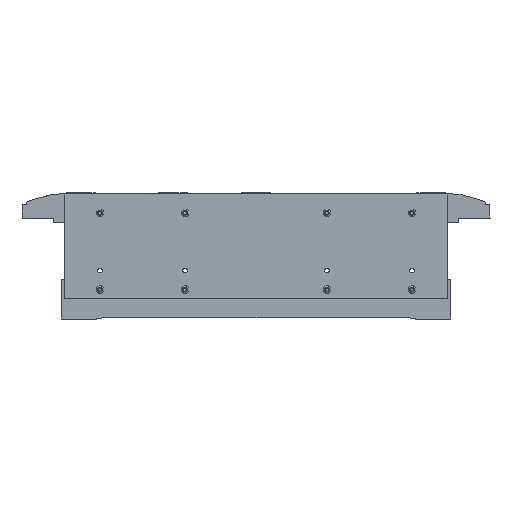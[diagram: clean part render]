
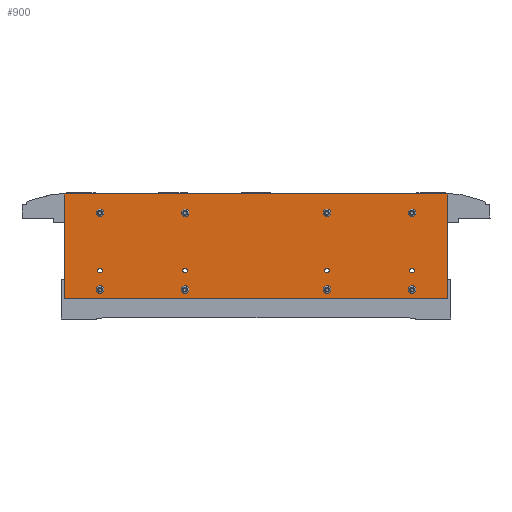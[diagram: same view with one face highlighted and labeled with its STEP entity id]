
A CAD part, top view. The second image highlights one B-rep face of the part: STEP entity #900.
In plain terms, the highlighted planar face has unit normal (0, 0, 1).
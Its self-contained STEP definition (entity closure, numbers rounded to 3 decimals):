
#71=AXIS2_PLACEMENT_3D('Circle Axis2P3D',#69,#70,$) ;
#88=AXIS2_PLACEMENT_3D('Circle Axis2P3D',#86,#87,$) ;
#128=AXIS2_PLACEMENT_3D('Circle Axis2P3D',#126,#127,$) ;
#145=AXIS2_PLACEMENT_3D('Circle Axis2P3D',#143,#144,$) ;
#185=AXIS2_PLACEMENT_3D('Circle Axis2P3D',#183,#184,$) ;
#202=AXIS2_PLACEMENT_3D('Circle Axis2P3D',#200,#201,$) ;
#242=AXIS2_PLACEMENT_3D('Circle Axis2P3D',#240,#241,$) ;
#259=AXIS2_PLACEMENT_3D('Circle Axis2P3D',#257,#258,$) ;
#299=AXIS2_PLACEMENT_3D('Circle Axis2P3D',#297,#298,$) ;
#316=AXIS2_PLACEMENT_3D('Circle Axis2P3D',#314,#315,$) ;
#356=AXIS2_PLACEMENT_3D('Circle Axis2P3D',#354,#355,$) ;
#373=AXIS2_PLACEMENT_3D('Circle Axis2P3D',#371,#372,$) ;
#390=AXIS2_PLACEMENT_3D('Circle Axis2P3D',#388,#389,$) ;
#425=AXIS2_PLACEMENT_3D('Circle Axis2P3D',#423,#424,$) ;
#447=AXIS2_PLACEMENT_3D('Circle Axis2P3D',#445,#446,$) ;
#482=AXIS2_PLACEMENT_3D('Circle Axis2P3D',#480,#481,$) ;
#504=AXIS2_PLACEMENT_3D('Circle Axis2P3D',#502,#503,$) ;
#539=AXIS2_PLACEMENT_3D('Circle Axis2P3D',#537,#538,$) ;
#561=AXIS2_PLACEMENT_3D('Circle Axis2P3D',#559,#560,$) ;
#596=AXIS2_PLACEMENT_3D('Circle Axis2P3D',#594,#595,$) ;
#618=AXIS2_PLACEMENT_3D('Circle Axis2P3D',#616,#617,$) ;
#653=AXIS2_PLACEMENT_3D('Circle Axis2P3D',#651,#652,$) ;
#675=AXIS2_PLACEMENT_3D('Circle Axis2P3D',#673,#674,$) ;
#710=AXIS2_PLACEMENT_3D('Circle Axis2P3D',#708,#709,$) ;
#816=AXIS2_PLACEMENT_3D('Plane Axis2P3D',#813,#814,#815) ;
#52=CARTESIAN_POINT('Vertex',(72.806,31.199,5.)) ;
#66=CARTESIAN_POINT('Vertex',(77.194,28.801,5.)) ;
#69=CARTESIAN_POINT('Axis2P3D Location',(75.,30.,5.)) ;
#86=CARTESIAN_POINT('Axis2P3D Location',(75.,30.,5.)) ;
#109=CARTESIAN_POINT('Vertex',(77.194,89.801,5.)) ;
#123=CARTESIAN_POINT('Vertex',(72.806,92.199,5.)) ;
#126=CARTESIAN_POINT('Axis2P3D Location',(75.,91.,5.)) ;
#143=CARTESIAN_POINT('Axis2P3D Location',(75.,91.,5.)) ;
#166=CARTESIAN_POINT('Vertex',(72.806,11.199,5.)) ;
#180=CARTESIAN_POINT('Vertex',(77.194,8.801,5.)) ;
#183=CARTESIAN_POINT('Axis2P3D Location',(75.,10.,5.)) ;
#200=CARTESIAN_POINT('Axis2P3D Location',(75.,10.,5.)) ;
#223=CARTESIAN_POINT('Vertex',(162.806,31.199,5.)) ;
#237=CARTESIAN_POINT('Vertex',(167.194,28.801,5.)) ;
#240=CARTESIAN_POINT('Axis2P3D Location',(165.,30.,5.)) ;
#257=CARTESIAN_POINT('Axis2P3D Location',(165.,30.,5.)) ;
#280=CARTESIAN_POINT('Vertex',(162.806,11.199,5.)) ;
#294=CARTESIAN_POINT('Vertex',(167.194,8.801,5.)) ;
#297=CARTESIAN_POINT('Axis2P3D Location',(165.,10.,5.)) ;
#314=CARTESIAN_POINT('Axis2P3D Location',(165.,10.,5.)) ;
#337=CARTESIAN_POINT('Vertex',(162.806,92.199,5.)) ;
#351=CARTESIAN_POINT('Vertex',(167.194,89.801,5.)) ;
#354=CARTESIAN_POINT('Axis2P3D Location',(165.,91.,5.)) ;
#371=CARTESIAN_POINT('Axis2P3D Location',(165.,91.,5.)) ;
#388=CARTESIAN_POINT('Axis2P3D Location',(-75.,30.,5.)) ;
#392=CARTESIAN_POINT('Vertex',(-77.194,28.801,5.)) ;
#394=CARTESIAN_POINT('Vertex',(-72.806,31.199,5.)) ;
#423=CARTESIAN_POINT('Axis2P3D Location',(-75.,30.,5.)) ;
#445=CARTESIAN_POINT('Axis2P3D Location',(-75.,91.,5.)) ;
#449=CARTESIAN_POINT('Vertex',(-72.806,92.199,5.)) ;
#451=CARTESIAN_POINT('Vertex',(-77.194,89.801,5.)) ;
#480=CARTESIAN_POINT('Axis2P3D Location',(-75.,91.,5.)) ;
#502=CARTESIAN_POINT('Axis2P3D Location',(-75.,10.,5.)) ;
#506=CARTESIAN_POINT('Vertex',(-77.194,8.801,5.)) ;
#508=CARTESIAN_POINT('Vertex',(-72.806,11.199,5.)) ;
#537=CARTESIAN_POINT('Axis2P3D Location',(-75.,10.,5.)) ;
#559=CARTESIAN_POINT('Axis2P3D Location',(-165.,30.,5.)) ;
#563=CARTESIAN_POINT('Vertex',(-167.194,28.801,5.)) ;
#565=CARTESIAN_POINT('Vertex',(-162.806,31.199,5.)) ;
#594=CARTESIAN_POINT('Axis2P3D Location',(-165.,30.,5.)) ;
#616=CARTESIAN_POINT('Axis2P3D Location',(-165.,10.,5.)) ;
#620=CARTESIAN_POINT('Vertex',(-167.194,8.801,5.)) ;
#622=CARTESIAN_POINT('Vertex',(-162.806,11.199,5.)) ;
#651=CARTESIAN_POINT('Axis2P3D Location',(-165.,10.,5.)) ;
#673=CARTESIAN_POINT('Axis2P3D Location',(-165.,91.,5.)) ;
#677=CARTESIAN_POINT('Vertex',(-167.194,89.801,5.)) ;
#679=CARTESIAN_POINT('Vertex',(-162.806,92.199,5.)) ;
#708=CARTESIAN_POINT('Axis2P3D Location',(-165.,91.,5.)) ;
#813=CARTESIAN_POINT('Axis2P3D Location',(0.,0.,5.)) ;
#818=CARTESIAN_POINT('Line Origine',(203.,55.5,5.)) ;
#822=CARTESIAN_POINT('Vertex',(203.,0.,5.)) ;
#824=CARTESIAN_POINT('Vertex',(203.,111.,5.)) ;
#827=CARTESIAN_POINT('Line Origine',(0.,111.,5.)) ;
#831=CARTESIAN_POINT('Vertex',(-203.,111.,5.)) ;
#834=CARTESIAN_POINT('Line Origine',(-203.,55.5,5.)) ;
#838=CARTESIAN_POINT('Vertex',(-203.,0.,5.)) ;
#841=CARTESIAN_POINT('Line Origine',(0.,0.,5.)) ;
#70=DIRECTION('Axis2P3D Direction',(0.,0.,-1.)) ;
#87=DIRECTION('Axis2P3D Direction',(0.,0.,-1.)) ;
#127=DIRECTION('Axis2P3D Direction',(0.,-0.,-1.)) ;
#144=DIRECTION('Axis2P3D Direction',(0.,-0.,-1.)) ;
#184=DIRECTION('Axis2P3D Direction',(0.,0.,-1.)) ;
#201=DIRECTION('Axis2P3D Direction',(0.,0.,-1.)) ;
#241=DIRECTION('Axis2P3D Direction',(0.,0.,-1.)) ;
#258=DIRECTION('Axis2P3D Direction',(0.,0.,-1.)) ;
#298=DIRECTION('Axis2P3D Direction',(0.,0.,-1.)) ;
#315=DIRECTION('Axis2P3D Direction',(0.,0.,-1.)) ;
#355=DIRECTION('Axis2P3D Direction',(0.,0.,-1.)) ;
#372=DIRECTION('Axis2P3D Direction',(0.,0.,-1.)) ;
#389=DIRECTION('Axis2P3D Direction',(0.,0.,1.)) ;
#424=DIRECTION('Axis2P3D Direction',(0.,0.,1.)) ;
#446=DIRECTION('Axis2P3D Direction',(0.,0.,1.)) ;
#481=DIRECTION('Axis2P3D Direction',(0.,0.,1.)) ;
#503=DIRECTION('Axis2P3D Direction',(0.,0.,1.)) ;
#538=DIRECTION('Axis2P3D Direction',(0.,0.,1.)) ;
#560=DIRECTION('Axis2P3D Direction',(0.,0.,1.)) ;
#595=DIRECTION('Axis2P3D Direction',(0.,0.,1.)) ;
#617=DIRECTION('Axis2P3D Direction',(0.,0.,1.)) ;
#652=DIRECTION('Axis2P3D Direction',(0.,0.,1.)) ;
#674=DIRECTION('Axis2P3D Direction',(0.,0.,1.)) ;
#709=DIRECTION('Axis2P3D Direction',(0.,0.,1.)) ;
#814=DIRECTION('Axis2P3D Direction',(0.,0.,1.)) ;
#815=DIRECTION('Axis2P3D XDirection',(1.,0.,0.)) ;
#819=DIRECTION('Vector Direction',(0.,1.,0.)) ;
#828=DIRECTION('Vector Direction',(-1.,0.,0.)) ;
#835=DIRECTION('Vector Direction',(0.,1.,0.)) ;
#842=DIRECTION('Vector Direction',(1.,0.,0.)) ;
#820=VECTOR('Line Direction',#819,1.) ;
#829=VECTOR('Line Direction',#828,1.) ;
#836=VECTOR('Line Direction',#835,1.) ;
#843=VECTOR('Line Direction',#842,1.) ;
#847=ORIENTED_EDGE('',*,*,#826,.T.) ;
#848=ORIENTED_EDGE('',*,*,#833,.F.) ;
#849=ORIENTED_EDGE('',*,*,#840,.F.) ;
#850=ORIENTED_EDGE('',*,*,#845,.F.) ;
#853=ORIENTED_EDGE('',*,*,#681,.T.) ;
#854=ORIENTED_EDGE('',*,*,#712,.T.) ;
#857=ORIENTED_EDGE('',*,*,#510,.T.) ;
#858=ORIENTED_EDGE('',*,*,#541,.T.) ;
#861=ORIENTED_EDGE('',*,*,#453,.T.) ;
#862=ORIENTED_EDGE('',*,*,#484,.T.) ;
#865=ORIENTED_EDGE('',*,*,#396,.T.) ;
#866=ORIENTED_EDGE('',*,*,#427,.T.) ;
#869=ORIENTED_EDGE('',*,*,#655,.T.) ;
#870=ORIENTED_EDGE('',*,*,#624,.T.) ;
#873=ORIENTED_EDGE('',*,*,#567,.T.) ;
#874=ORIENTED_EDGE('',*,*,#598,.T.) ;
#877=ORIENTED_EDGE('',*,*,#358,.F.) ;
#878=ORIENTED_EDGE('',*,*,#375,.F.) ;
#881=ORIENTED_EDGE('',*,*,#301,.F.) ;
#882=ORIENTED_EDGE('',*,*,#318,.F.) ;
#885=ORIENTED_EDGE('',*,*,#244,.F.) ;
#886=ORIENTED_EDGE('',*,*,#261,.F.) ;
#889=ORIENTED_EDGE('',*,*,#187,.F.) ;
#890=ORIENTED_EDGE('',*,*,#204,.F.) ;
#893=ORIENTED_EDGE('',*,*,#130,.F.) ;
#894=ORIENTED_EDGE('',*,*,#147,.F.) ;
#897=ORIENTED_EDGE('',*,*,#73,.F.) ;
#898=ORIENTED_EDGE('',*,*,#90,.F.) ;
#855=FACE_BOUND('',#852,.T.) ;
#859=FACE_BOUND('',#856,.T.) ;
#863=FACE_BOUND('',#860,.T.) ;
#867=FACE_BOUND('',#864,.T.) ;
#871=FACE_BOUND('',#868,.T.) ;
#875=FACE_BOUND('',#872,.T.) ;
#879=FACE_BOUND('',#876,.T.) ;
#883=FACE_BOUND('',#880,.T.) ;
#887=FACE_BOUND('',#884,.T.) ;
#891=FACE_BOUND('',#888,.T.) ;
#895=FACE_BOUND('',#892,.T.) ;
#899=FACE_BOUND('',#896,.T.) ;
#900=ADVANCED_FACE('Hauptkoerper nicht benutzen',(#851,#855,#859,#863,#867,#871,#875,#879,#883,#887,#891,#895,#899),#817,.T.) ;
#72=CIRCLE('generated circle',#71,2.5) ;
#89=CIRCLE('generated circle',#88,2.5) ;
#129=CIRCLE('generated circle',#128,2.5) ;
#146=CIRCLE('generated circle',#145,2.5) ;
#186=CIRCLE('generated circle',#185,2.5) ;
#203=CIRCLE('generated circle',#202,2.5) ;
#243=CIRCLE('generated circle',#242,2.5) ;
#260=CIRCLE('generated circle',#259,2.5) ;
#300=CIRCLE('generated circle',#299,2.5) ;
#317=CIRCLE('generated circle',#316,2.5) ;
#357=CIRCLE('generated circle',#356,2.5) ;
#374=CIRCLE('generated circle',#373,2.5) ;
#391=CIRCLE('generated circle',#390,2.5) ;
#426=CIRCLE('generated circle',#425,2.5) ;
#448=CIRCLE('generated circle',#447,2.5) ;
#483=CIRCLE('generated circle',#482,2.5) ;
#505=CIRCLE('generated circle',#504,2.5) ;
#540=CIRCLE('generated circle',#539,2.5) ;
#562=CIRCLE('generated circle',#561,2.5) ;
#597=CIRCLE('generated circle',#596,2.5) ;
#619=CIRCLE('generated circle',#618,2.5) ;
#654=CIRCLE('generated circle',#653,2.5) ;
#676=CIRCLE('generated circle',#675,2.5) ;
#711=CIRCLE('generated circle',#710,2.5) ;
#73=EDGE_CURVE('',#67,#53,#72,.F.) ;
#90=EDGE_CURVE('',#53,#67,#89,.F.) ;
#130=EDGE_CURVE('',#124,#110,#129,.F.) ;
#147=EDGE_CURVE('',#110,#124,#146,.F.) ;
#187=EDGE_CURVE('',#181,#167,#186,.F.) ;
#204=EDGE_CURVE('',#167,#181,#203,.F.) ;
#244=EDGE_CURVE('',#238,#224,#243,.F.) ;
#261=EDGE_CURVE('',#224,#238,#260,.F.) ;
#301=EDGE_CURVE('',#295,#281,#300,.F.) ;
#318=EDGE_CURVE('',#281,#295,#317,.F.) ;
#358=EDGE_CURVE('',#352,#338,#357,.F.) ;
#375=EDGE_CURVE('',#338,#352,#374,.F.) ;
#396=EDGE_CURVE('',#393,#395,#391,.F.) ;
#427=EDGE_CURVE('',#395,#393,#426,.F.) ;
#453=EDGE_CURVE('',#450,#452,#448,.F.) ;
#484=EDGE_CURVE('',#452,#450,#483,.F.) ;
#510=EDGE_CURVE('',#507,#509,#505,.F.) ;
#541=EDGE_CURVE('',#509,#507,#540,.F.) ;
#567=EDGE_CURVE('',#564,#566,#562,.F.) ;
#598=EDGE_CURVE('',#566,#564,#597,.F.) ;
#624=EDGE_CURVE('',#621,#623,#619,.F.) ;
#655=EDGE_CURVE('',#623,#621,#654,.F.) ;
#681=EDGE_CURVE('',#678,#680,#676,.F.) ;
#712=EDGE_CURVE('',#680,#678,#711,.F.) ;
#826=EDGE_CURVE('',#823,#825,#821,.T.) ;
#833=EDGE_CURVE('',#832,#825,#830,.F.) ;
#840=EDGE_CURVE('',#839,#832,#837,.T.) ;
#845=EDGE_CURVE('',#823,#839,#844,.F.) ;
#846=EDGE_LOOP('',(#847,#848,#849,#850)) ;
#852=EDGE_LOOP('',(#853,#854)) ;
#856=EDGE_LOOP('',(#857,#858)) ;
#860=EDGE_LOOP('',(#861,#862)) ;
#864=EDGE_LOOP('',(#865,#866)) ;
#868=EDGE_LOOP('',(#869,#870)) ;
#872=EDGE_LOOP('',(#873,#874)) ;
#876=EDGE_LOOP('',(#877,#878)) ;
#880=EDGE_LOOP('',(#881,#882)) ;
#884=EDGE_LOOP('',(#885,#886)) ;
#888=EDGE_LOOP('',(#889,#890)) ;
#892=EDGE_LOOP('',(#893,#894)) ;
#896=EDGE_LOOP('',(#897,#898)) ;
#851=FACE_OUTER_BOUND('',#846,.T.) ;
#821=LINE('Line',#818,#820) ;
#830=LINE('Line',#827,#829) ;
#837=LINE('Line',#834,#836) ;
#844=LINE('Line',#841,#843) ;
#817=PLANE('Plane',#816) ;
#53=VERTEX_POINT('',#52) ;
#67=VERTEX_POINT('',#66) ;
#110=VERTEX_POINT('',#109) ;
#124=VERTEX_POINT('',#123) ;
#167=VERTEX_POINT('',#166) ;
#181=VERTEX_POINT('',#180) ;
#224=VERTEX_POINT('',#223) ;
#238=VERTEX_POINT('',#237) ;
#281=VERTEX_POINT('',#280) ;
#295=VERTEX_POINT('',#294) ;
#338=VERTEX_POINT('',#337) ;
#352=VERTEX_POINT('',#351) ;
#393=VERTEX_POINT('',#392) ;
#395=VERTEX_POINT('',#394) ;
#450=VERTEX_POINT('',#449) ;
#452=VERTEX_POINT('',#451) ;
#507=VERTEX_POINT('',#506) ;
#509=VERTEX_POINT('',#508) ;
#564=VERTEX_POINT('',#563) ;
#566=VERTEX_POINT('',#565) ;
#621=VERTEX_POINT('',#620) ;
#623=VERTEX_POINT('',#622) ;
#678=VERTEX_POINT('',#677) ;
#680=VERTEX_POINT('',#679) ;
#823=VERTEX_POINT('',#822) ;
#825=VERTEX_POINT('',#824) ;
#832=VERTEX_POINT('',#831) ;
#839=VERTEX_POINT('',#838) ;
